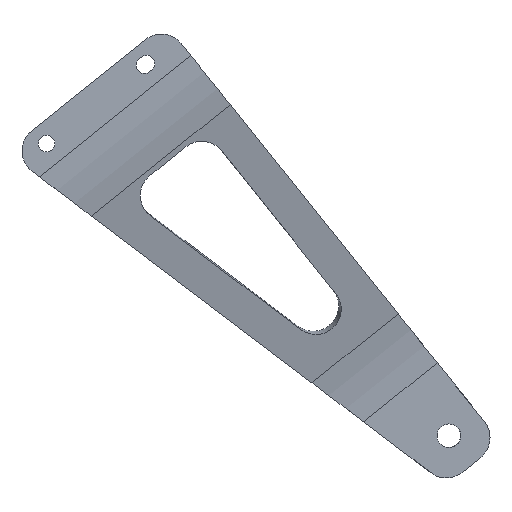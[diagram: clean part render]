
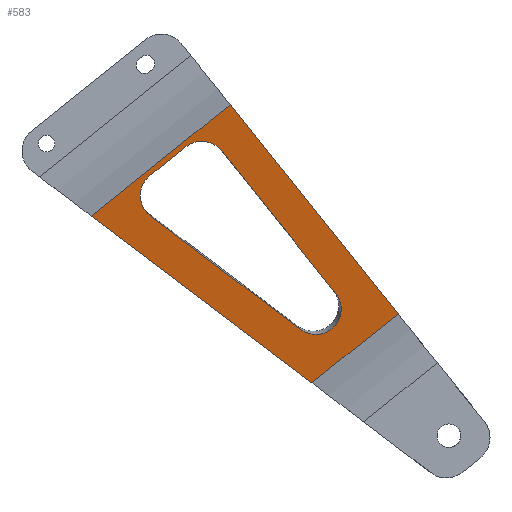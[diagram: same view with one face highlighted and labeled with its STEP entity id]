
A CAD part, front view. The second image highlights one B-rep face of the part: STEP entity #583.
In plain terms, the highlighted planar face has unit normal (0.206, -0.944, -0.257).
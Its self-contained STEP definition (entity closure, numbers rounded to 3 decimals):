
#3 = LINE ( 'NONE', #947, #1309 ) ;
#7 = DIRECTION ( 'NONE',  ( -0.78, 0., -0.626 ) ) ;
#10 = EDGE_CURVE ( 'NONE', #916, #955, #1365, .T. ) ;
#14 = CARTESIAN_POINT ( 'NONE',  ( 343.616, 150.385, 287.662 ) ) ;
#17 = EDGE_LOOP ( 'NONE', ( #123, #316, #455, #159 ) ) ;
#42 = LINE ( 'NONE', #905, #1195 ) ;
#48 = CARTESIAN_POINT ( 'NONE',  ( 388.596, 179.683, 216.098 ) ) ;
#49 = CARTESIAN_POINT ( 'NONE',  ( 393.144, 186.388, 195.112 ) ) ;
#52 = CARTESIAN_POINT ( 'NONE',  ( 353.577, 145.5, 313.601 ) ) ;
#55 = VERTEX_POINT ( 'NONE', #596 ) ;
#65 = DIRECTION ( 'NONE',  ( 0.756, 0.32, -0.571 ) ) ;
#123 = ORIENTED_EDGE ( 'NONE', *, *, #10, .F. ) ;
#135 = EDGE_CURVE ( 'NONE', #955, #613, #329, .T. ) ;
#151 = EDGE_CURVE ( 'NONE', #544, #961, #545, .T. ) ;
#153 = CARTESIAN_POINT ( 'NONE',  ( 329.52, 150.385, 276.354 ) ) ;
#157 = DIRECTION ( 'NONE',  ( 0.206, -0.944, -0.257 ) ) ;
#159 = ORIENTED_EDGE ( 'NONE', *, *, #135, .F. ) ;
#164 = CARTESIAN_POINT ( 'NONE',  ( 373.198, 186.382, 179.13 ) ) ;
#205 = ORIENTED_EDGE ( 'NONE', *, *, #732, .F. ) ;
#244 = PLANE ( 'NONE',  #1014 ) ;
#246 = CARTESIAN_POINT ( 'NONE',  ( 324.1, 152.334, 264.845 ) ) ;
#266 = CARTESIAN_POINT ( 'NONE',  ( 401.295, 185.068, 206.501 ) ) ;
#274 = VERTEX_POINT ( 'NONE', #1236 ) ;
#291 = CARTESIAN_POINT ( 'NONE',  ( 283.323, 139.819, 278.116 ) ) ;
#316 = ORIENTED_EDGE ( 'NONE', *, *, #970, .F. ) ;
#329 = LINE ( 'NONE', #333, #392 ) ;
#333 = CARTESIAN_POINT ( 'NONE',  ( 294.471, 149.677, 250.84 ) ) ;
#340 = CARTESIAN_POINT ( 'NONE',  ( 343.616, 150.385, 287.662 ) ) ;
#351 = VECTOR ( 'NONE', #7, 1000. ) ;
#369 = VERTEX_POINT ( 'NONE', #1125 ) ;
#384 = LINE ( 'NONE', #1114, #840 ) ;
#385 = CARTESIAN_POINT ( 'NONE',  ( 343.616, 150.385, 287.662 ) ) ;
#392 = VECTOR ( 'NONE', #1291, 1000. ) ;
#407 = VERTEX_POINT ( 'NONE', #611 ) ;
#416 = DIRECTION ( 'NONE',  ( 0.591, 0.329, -0.736 ) ) ;
#429 = LINE ( 'NONE', #14, #351 ) ;
#455 = ORIENTED_EDGE ( 'NONE', *, *, #1006, .F. ) ;
#470 = CARTESIAN_POINT ( 'NONE',  ( 323.998, 150.385, 271.924 ) ) ;
#544 = VERTEX_POINT ( 'NONE', #1169 ) ;
#545 =( BOUNDED_CURVE ( )  B_SPLINE_CURVE ( 3, ( #1064, #1192, #640, #340 ),
 .UNSPECIFIED., .F., .F. ) 
 B_SPLINE_CURVE_WITH_KNOTS ( ( 4, 4 ),
 ( 0., 1. ),
 .UNSPECIFIED. ) 
 CURVE ( )  GEOMETRIC_REPRESENTATION_ITEM ( )  RATIONAL_B_SPLINE_CURVE ( ( 1., 0.805, 0.805, 1. ) ) 
 REPRESENTATION_ITEM ( '' )  );
#568 = FACE_OUTER_BOUND ( 'NONE', #17, .T. ) ;
#576 = EDGE_LOOP ( 'NONE', ( #1073, #1146, #936, #1113, #1218, #205 ) ) ;
#581 = CARTESIAN_POINT ( 'NONE',  ( 412.386, 184.382, 217.917 ) ) ;
#582 = DIRECTION ( 'NONE',  ( -0.78, 0., -0.625 ) ) ;
#583 = ADVANCED_FACE ( 'NONE', ( #806, #568 ), #244, .T. ) ;
#596 = CARTESIAN_POINT ( 'NONE',  ( 402.426, 178.828, 230.334 ) ) ;
#611 = CARTESIAN_POINT ( 'NONE',  ( 329.52, 150.385, 276.354 ) ) ;
#613 = VERTEX_POINT ( 'NONE', #1325 ) ;
#637 = EDGE_CURVE ( 'NONE', #55, #544, #42, .T. ) ;
#640 = CARTESIAN_POINT ( 'NONE',  ( 348.186, 150.385, 291.328 ) ) ;
#657 = VECTOR ( 'NONE', #830, 1000. ) ;
#692 =( BOUNDED_CURVE ( )  B_SPLINE_CURVE ( 3, ( #48, #266, #581, #1212 ),
 .UNSPECIFIED., .F., .T. ) 
 B_SPLINE_CURVE_WITH_KNOTS ( ( 4, 4 ),
 ( 0., 1. ),
 .UNSPECIFIED. ) 
 CURVE ( )  GEOMETRIC_REPRESENTATION_ITEM ( )  RATIONAL_B_SPLINE_CURVE ( ( 1., 0.416, 0.416, 1. ) ) 
 REPRESENTATION_ITEM ( '' )  );
#732 = EDGE_CURVE ( 'NONE', #1294, #55, #692, .T. ) ;
#796 = EDGE_CURVE ( 'NONE', #274, #1294, #384, .T. ) ;
#806 = FACE_BOUND ( 'NONE', #576, .T. ) ;
#830 = DIRECTION ( 'NONE',  ( -0.756, -0.32, 0.571 ) ) ;
#840 = VECTOR ( 'NONE', #65, 1000. ) ;
#843 =( BOUNDED_CURVE ( )  B_SPLINE_CURVE ( 3, ( #153, #470, #246, #1007 ),
 .UNSPECIFIED., .F., .T. ) 
 B_SPLINE_CURVE_WITH_KNOTS ( ( 4, 4 ),
 ( 0., 1. ),
 .UNSPECIFIED. ) 
 CURVE ( )  GEOMETRIC_REPRESENTATION_ITEM ( )  RATIONAL_B_SPLINE_CURVE ( ( 1., 0.743, 0.743, 1. ) ) 
 REPRESENTATION_ITEM ( '' )  );
#905 = CARTESIAN_POINT ( 'NONE',  ( 402.426, 178.828, 230.334 ) ) ;
#916 = VERTEX_POINT ( 'NONE', #49 ) ;
#936 = ORIENTED_EDGE ( 'NONE', *, *, #1173, .F. ) ;
#947 = CARTESIAN_POINT ( 'NONE',  ( 436.133, 191.534, 210.689 ) ) ;
#955 = VERTEX_POINT ( 'NONE', #1220 ) ;
#961 = VERTEX_POINT ( 'NONE', #385 ) ;
#970 = EDGE_CURVE ( 'NONE', #369, #916, #1122, .T. ) ;
#1006 = EDGE_CURVE ( 'NONE', #613, #369, #3, .T. ) ;
#1007 = CARTESIAN_POINT ( 'NONE',  ( 329.748, 154.729, 260.576 ) ) ;
#1013 = DIRECTION ( 'NONE',  ( -0.591, -0.329, 0.736 ) ) ;
#1014 = AXIS2_PLACEMENT_3D ( 'NONE', #52, #157, #1101 ) ;
#1064 = CARTESIAN_POINT ( 'NONE',  ( 357.674, 153.874, 286.12 ) ) ;
#1073 = ORIENTED_EDGE ( 'NONE', *, *, #796, .F. ) ;
#1101 = DIRECTION ( 'NONE',  ( 0., 0.263, -0.965 ) ) ;
#1112 = CARTESIAN_POINT ( 'NONE',  ( 388.596, 179.683, 216.098 ) ) ;
#1113 = ORIENTED_EDGE ( 'NONE', *, *, #151, .F. ) ;
#1114 = CARTESIAN_POINT ( 'NONE',  ( 329.748, 154.729, 260.576 ) ) ;
#1122 = LINE ( 'NONE', #164, #1202 ) ;
#1125 = CARTESIAN_POINT ( 'NONE',  ( 426.92, 186.397, 222.173 ) ) ;
#1146 = ORIENTED_EDGE ( 'NONE', *, *, #1315, .F. ) ;
#1169 = CARTESIAN_POINT ( 'NONE',  ( 357.674, 153.874, 286.12 ) ) ;
#1173 = EDGE_CURVE ( 'NONE', #961, #407, #429, .T. ) ;
#1192 = CARTESIAN_POINT ( 'NONE',  ( 354.008, 151.83, 290.689 ) ) ;
#1195 = VECTOR ( 'NONE', #1013, 1000. ) ;
#1202 = VECTOR ( 'NONE', #582, 1000. ) ;
#1212 = CARTESIAN_POINT ( 'NONE',  ( 402.426, 178.828, 230.334 ) ) ;
#1218 = ORIENTED_EDGE ( 'NONE', *, *, #637, .F. ) ;
#1220 = CARTESIAN_POINT ( 'NONE',  ( 306.57, 149.677, 260.546 ) ) ;
#1236 = CARTESIAN_POINT ( 'NONE',  ( 329.748, 154.729, 260.576 ) ) ;
#1291 = DIRECTION ( 'NONE',  ( 0.78, 0., 0.626 ) ) ;
#1294 = VERTEX_POINT ( 'NONE', #1112 ) ;
#1309 = VECTOR ( 'NONE', #416, 1000. ) ;
#1315 = EDGE_CURVE ( 'NONE', #407, #274, #843, .T. ) ;
#1325 = CARTESIAN_POINT ( 'NONE',  ( 361.067, 149.677, 304.263 ) ) ;
#1365 = LINE ( 'NONE', #291, #657 ) ;
